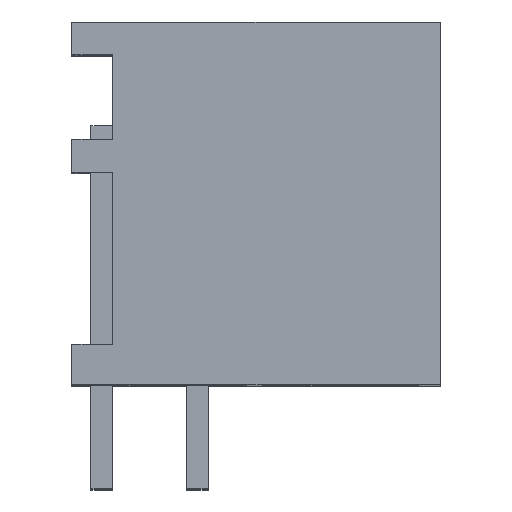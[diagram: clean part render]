
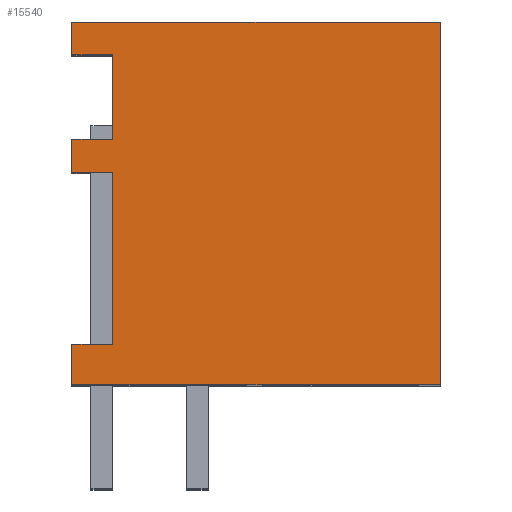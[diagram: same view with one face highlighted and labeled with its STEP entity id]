
A CAD part, top view. The second image highlights one B-rep face of the part: STEP entity #15540.
In plain terms, the highlighted planar face has unit normal (0, 0, 1).
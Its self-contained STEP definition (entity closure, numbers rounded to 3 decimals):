
#1096=ORIENTED_EDGE('',*,*,#3841,.T.);
#1097=ORIENTED_EDGE('',*,*,#3873,.T.);
#1098=ORIENTED_EDGE('',*,*,#3453,.T.);
#1099=ORIENTED_EDGE('',*,*,#3874,.T.);
#1100=ORIENTED_EDGE('',*,*,#3688,.T.);
#1101=ORIENTED_EDGE('',*,*,#3594,.T.);
#1102=ORIENTED_EDGE('',*,*,#4121,.T.);
#1103=ORIENTED_EDGE('',*,*,#3907,.T.);
#1104=ORIENTED_EDGE('',*,*,#3942,.T.);
#1105=ORIENTED_EDGE('',*,*,#3973,.T.);
#1106=ORIENTED_EDGE('',*,*,#3457,.T.);
#1107=ORIENTED_EDGE('',*,*,#4003,.T.);
#3453=EDGE_CURVE('',#5106,#5105,#6201,.T.);
#3457=EDGE_CURVE('',#5110,#5109,#6205,.T.);
#3594=EDGE_CURVE('',#5247,#5246,#6342,.T.);
#3688=EDGE_CURVE('',#5333,#5247,#6436,.T.);
#3841=EDGE_CURVE('',#5437,#5436,#6589,.T.);
#3873=EDGE_CURVE('',#5436,#5106,#6621,.T.);
#3874=EDGE_CURVE('',#5105,#5333,#6622,.T.);
#3907=EDGE_CURVE('',#5480,#5479,#6655,.T.);
#3942=EDGE_CURVE('',#5479,#5504,#6690,.T.);
#3973=EDGE_CURVE('',#5504,#5110,#6721,.T.);
#4003=EDGE_CURVE('',#5109,#5437,#6751,.T.);
#4121=EDGE_CURVE('',#5246,#5480,#6853,.T.);
#5105=VERTEX_POINT('',#19693);
#5106=VERTEX_POINT('',#19695);
#5109=VERTEX_POINT('',#19701);
#5110=VERTEX_POINT('',#19703);
#5246=VERTEX_POINT('',#19979);
#5247=VERTEX_POINT('',#19981);
#5333=VERTEX_POINT('',#20169);
#5436=VERTEX_POINT('',#20465);
#5437=VERTEX_POINT('',#20467);
#5479=VERTEX_POINT('',#20591);
#5480=VERTEX_POINT('',#20593);
#5504=VERTEX_POINT('',#20659);
#6201=LINE('',#19694,#7789);
#6205=LINE('',#19702,#7793);
#6342=LINE('',#19980,#7930);
#6436=LINE('',#20168,#8024);
#6589=LINE('',#20466,#8177);
#6621=LINE('',#20522,#8209);
#6622=LINE('',#20531,#8210);
#6655=LINE('',#20592,#8243);
#6690=LINE('',#20660,#8278);
#6721=LINE('',#20714,#8309);
#6751=LINE('',#20767,#8339);
#6853=LINE('',#20997,#8441);
#7789=VECTOR('',#16740,1000.);
#7793=VECTOR('',#16744,1000.);
#7930=VECTOR('',#16889,1000.);
#8024=VECTOR('',#16999,1000.);
#8177=VECTOR('',#17234,1000.);
#8209=VECTOR('',#17282,1000.);
#8210=VECTOR('',#17299,1000.);
#8243=VECTOR('',#17334,1000.);
#8278=VECTOR('',#17385,1000.);
#8309=VECTOR('',#17432,1000.);
#8339=VECTOR('',#17478,1000.);
#8441=VECTOR('',#17626,1000.);
#9478=EDGE_LOOP('',(#1096,#1097,#1098,#1099,#1100,#1101,#1102,#1103,#1104,
#1105,#1106,#1107));
#10128=FACE_BOUND('',#9478,.T.);
#10754=PLANE('',#16179);
#15540=ADVANCED_FACE('',(#10128),#10754,.T.);
#16179=AXIS2_PLACEMENT_3D('',#21174,#17747,#17748);
#16740=DIRECTION('',(0.,-1.,0.));
#16744=DIRECTION('',(0.,-1.,0.));
#16889=DIRECTION('',(1.,0.,0.));
#16999=DIRECTION('',(0.,-1.,0.));
#17234=DIRECTION('',(0.,-1.,0.));
#17282=DIRECTION('',(1.,0.,0.));
#17299=DIRECTION('',(-1.,0.,0.));
#17334=DIRECTION('',(-1.,0.,0.));
#17385=DIRECTION('',(0.,-1.,0.));
#17432=DIRECTION('',(1.,0.,0.));
#17478=DIRECTION('',(-1.,0.,0.));
#17626=DIRECTION('',(0.,1.,0.));
#17747=DIRECTION('',(0.,0.,1.));
#17748=DIRECTION('',(1.,0.,0.));
#19693=CARTESIAN_POINT('',(-3.1,1.5,29.5));
#19694=CARTESIAN_POINT('',(-3.1,7.8,29.5));
#19695=CARTESIAN_POINT('',(-3.1,7.8,29.5));
#19701=CARTESIAN_POINT('',(-3.1,9.,29.5));
#19702=CARTESIAN_POINT('',(-3.1,12.1,29.5));
#19703=CARTESIAN_POINT('',(-3.1,12.1,29.5));
#19979=CARTESIAN_POINT('',(8.9,0.,29.5));
#19980=CARTESIAN_POINT('',(-4.6,0.,29.5));
#19981=CARTESIAN_POINT('',(-4.6,0.,29.5));
#20168=CARTESIAN_POINT('',(-4.6,1.5,29.5));
#20169=CARTESIAN_POINT('',(-4.6,1.5,29.5));
#20465=CARTESIAN_POINT('',(-4.6,7.8,29.5));
#20466=CARTESIAN_POINT('',(-4.6,9.,29.5));
#20467=CARTESIAN_POINT('',(-4.6,9.,29.5));
#20522=CARTESIAN_POINT('',(-4.6,7.8,29.5));
#20531=CARTESIAN_POINT('',(-3.1,1.5,29.5));
#20591=CARTESIAN_POINT('',(-4.6,13.3,29.5));
#20592=CARTESIAN_POINT('',(8.9,13.3,29.5));
#20593=CARTESIAN_POINT('',(8.9,13.3,29.5));
#20659=CARTESIAN_POINT('',(-4.6,12.1,29.5));
#20660=CARTESIAN_POINT('',(-4.6,13.3,29.5));
#20714=CARTESIAN_POINT('',(-4.6,12.1,29.5));
#20767=CARTESIAN_POINT('',(-3.1,9.,29.5));
#20997=CARTESIAN_POINT('',(8.9,0.,29.5));
#21174=CARTESIAN_POINT('',(0.,0.,29.5));
